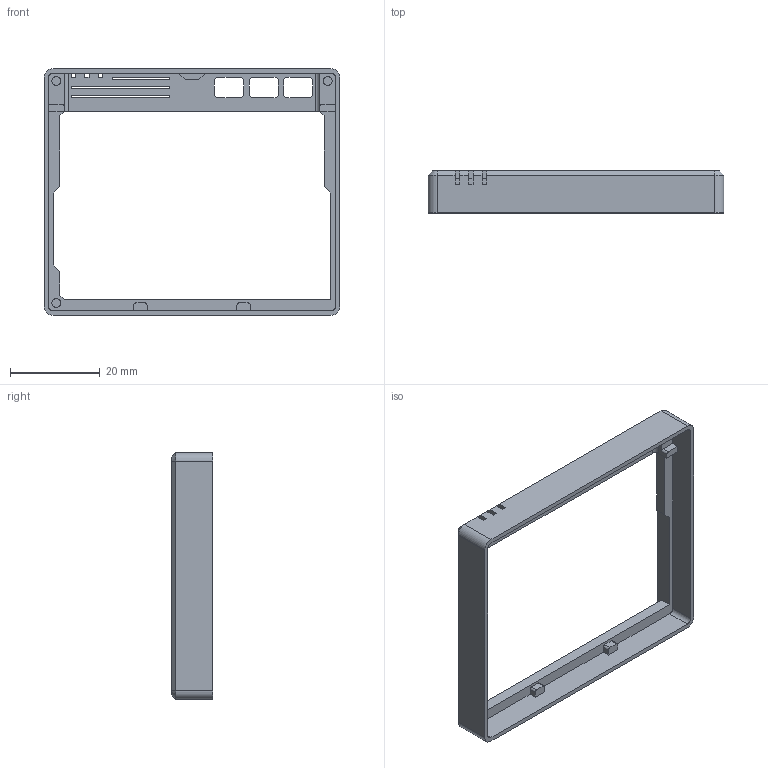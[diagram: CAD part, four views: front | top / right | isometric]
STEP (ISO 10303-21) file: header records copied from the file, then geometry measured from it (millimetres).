
FILE_DESCRIPTION (( 'STEP AP214' ), '1' );
FILE_NAME ('奻裔9.3mm.STEP', '2024-10-02T05:35:30', ( '' ), ( '' ), 'SwSTEP 2.0', 'SolidWorks 2023', '' );
FILE_SCHEMA (( 'AUTOMOTIVE_DESIGN' ));
Length unit declared in the file: millimetre
Products named in the file (1): 上盖9.3mm
Bounding box: 65.76 x 9.3 x 54.92 mm (x, y, z)
Volume: 3767.8 mm3; surface area: 6485.5 mm2
Topology: 1 solids, 1 shells, 139 faces, 408 edges, 268 vertices
Faces by surface type: plane 109, cylinder 26, cone 4
Entity records: 4625 total; most frequent: ORIENTED_EDGE 816, CARTESIAN_POINT 816, DIRECTION 744, EDGE_CURVE 408, VECTOR 352, LINE 352, VERTEX_POINT 268, AXIS2_PLACEMENT_3D 196
